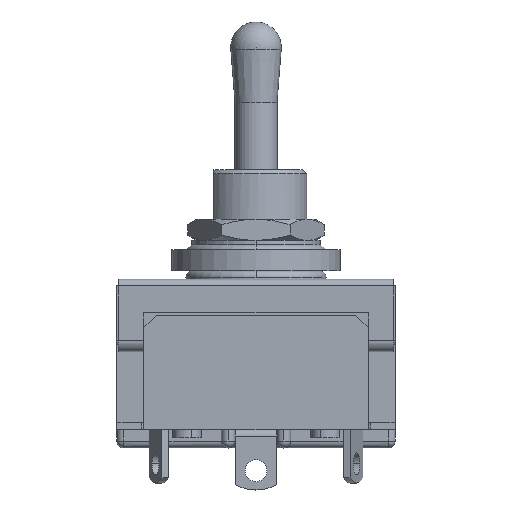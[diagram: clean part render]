
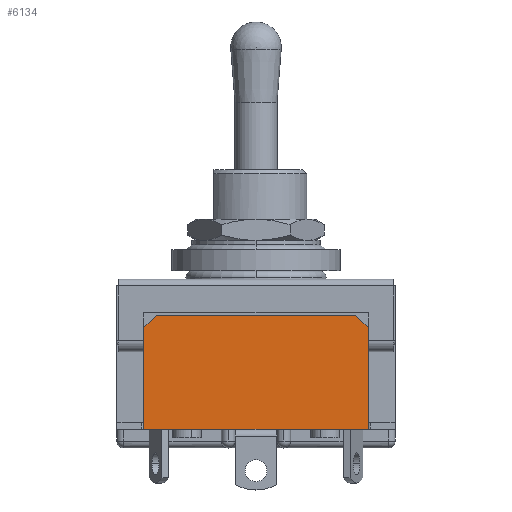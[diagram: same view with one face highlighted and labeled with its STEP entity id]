
A CAD part, top view. The second image highlights one B-rep face of the part: STEP entity #6134.
In plain terms, the highlighted planar face has unit normal (0, 0, 1).
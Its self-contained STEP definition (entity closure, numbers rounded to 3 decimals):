
#51 = CARTESIAN_POINT ( 'NONE',  ( 13.3, -5., 9.6 ) ) ;
#70 = ORIENTED_EDGE ( 'NONE', *, *, #6927, .T. ) ;
#213 = EDGE_LOOP ( 'NONE', ( #70, #3780, #7252, #1461, #5810, #473 ) ) ;
#261 = CARTESIAN_POINT ( 'NONE',  ( 13.3, -17., 9.6 ) ) ;
#303 = VERTEX_POINT ( 'NONE', #9658 ) ;
#407 = LINE ( 'NONE', #428, #5010 ) ;
#413 = VERTEX_POINT ( 'NONE', #6644 ) ;
#428 = CARTESIAN_POINT ( 'NONE',  ( -13.3, -17., 9.6 ) ) ;
#473 = ORIENTED_EDGE ( 'NONE', *, *, #7120, .T. ) ;
#548 = DIRECTION ( 'NONE',  ( -1., 0., 0. ) ) ;
#926 = VECTOR ( 'NONE', #2250, 1000. ) ;
#1132 = EDGE_CURVE ( 'NONE', #9757, #413, #2831, .T. ) ;
#1307 = DIRECTION ( 'NONE',  ( 1., 0., 0. ) ) ;
#1390 = DIRECTION ( 'NONE',  ( 0., 0., -1. ) ) ;
#1461 = ORIENTED_EDGE ( 'NONE', *, *, #1132, .T. ) ;
#1658 = LINE ( 'NONE', #6850, #926 ) ;
#2069 = CARTESIAN_POINT ( 'NONE',  ( -13.3, -3.5, 9.6 ) ) ;
#2250 = DIRECTION ( 'NONE',  ( 0., -1., 0. ) ) ;
#2333 = CARTESIAN_POINT ( 'NONE',  ( -11.8, -3.5, 9.6 ) ) ;
#2630 = VERTEX_POINT ( 'NONE', #6789 ) ;
#2831 = LINE ( 'NONE', #9565, #9716 ) ;
#2918 = VECTOR ( 'NONE', #9725, 1000. ) ;
#2955 = LINE ( 'NONE', #261, #8876 ) ;
#3032 = CARTESIAN_POINT ( 'NONE',  ( 11.8, -3.5, 9.6 ) ) ;
#3667 = EDGE_CURVE ( 'NONE', #7438, #6638, #8861, .T. ) ;
#3780 = ORIENTED_EDGE ( 'NONE', *, *, #3667, .T. ) ;
#4337 = EDGE_CURVE ( 'NONE', #6638, #9757, #8336, .T. ) ;
#5004 = AXIS2_PLACEMENT_3D ( 'NONE', #2069, #1390, #548 ) ;
#5010 = VECTOR ( 'NONE', #1307, 1000. ) ;
#5601 = EDGE_CURVE ( 'NONE', #413, #2630, #1658, .T. ) ;
#5734 = DIRECTION ( 'NONE',  ( -0.707, -0.707, 0. ) ) ;
#5810 = ORIENTED_EDGE ( 'NONE', *, *, #5601, .T. ) ;
#5905 = PLANE ( 'NONE',  #5004 ) ;
#5910 = CARTESIAN_POINT ( 'NONE',  ( -13.3, -3.5, 9.6 ) ) ;
#6013 = DIRECTION ( 'NONE',  ( -0.707, 0.707, 0. ) ) ;
#6134 = ADVANCED_FACE ( 'NONE', ( #8749 ), #5905, .F. ) ;
#6638 = VERTEX_POINT ( 'NONE', #3032 ) ;
#6644 = CARTESIAN_POINT ( 'NONE',  ( -13.3, -5., 9.6 ) ) ;
#6789 = CARTESIAN_POINT ( 'NONE',  ( -13.3, -17., 9.6 ) ) ;
#6791 = VECTOR ( 'NONE', #6013, 1000. ) ;
#6850 = CARTESIAN_POINT ( 'NONE',  ( -13.3, -17., 9.6 ) ) ;
#6927 = EDGE_CURVE ( 'NONE', #303, #7438, #2955, .T. ) ;
#7120 = EDGE_CURVE ( 'NONE', #2630, #303, #407, .T. ) ;
#7252 = ORIENTED_EDGE ( 'NONE', *, *, #4337, .T. ) ;
#7438 = VERTEX_POINT ( 'NONE', #51 ) ;
#8336 = LINE ( 'NONE', #5910, #2918 ) ;
#8749 = FACE_OUTER_BOUND ( 'NONE', #213, .T. ) ;
#8861 = LINE ( 'NONE', #9035, #6791 ) ;
#8876 = VECTOR ( 'NONE', #9566, 1000. ) ;
#9035 = CARTESIAN_POINT ( 'NONE',  ( 11.8, -3.5, 9.6 ) ) ;
#9565 = CARTESIAN_POINT ( 'NONE',  ( -13.3, -5., 9.6 ) ) ;
#9566 = DIRECTION ( 'NONE',  ( 0., 1., 0. ) ) ;
#9658 = CARTESIAN_POINT ( 'NONE',  ( 13.3, -17., 9.6 ) ) ;
#9716 = VECTOR ( 'NONE', #5734, 1000. ) ;
#9725 = DIRECTION ( 'NONE',  ( -1., 0., 0. ) ) ;
#9757 = VERTEX_POINT ( 'NONE', #2333 ) ;
